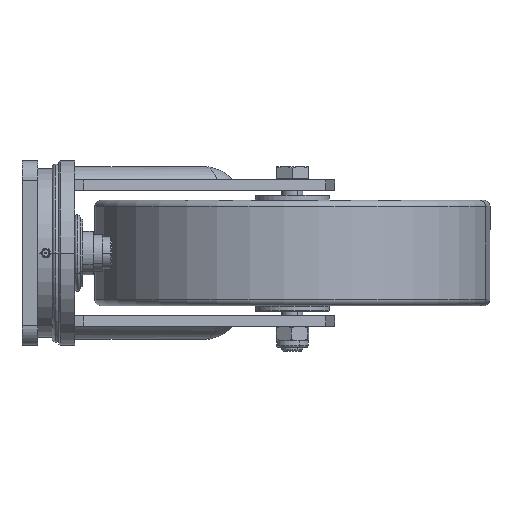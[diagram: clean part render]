
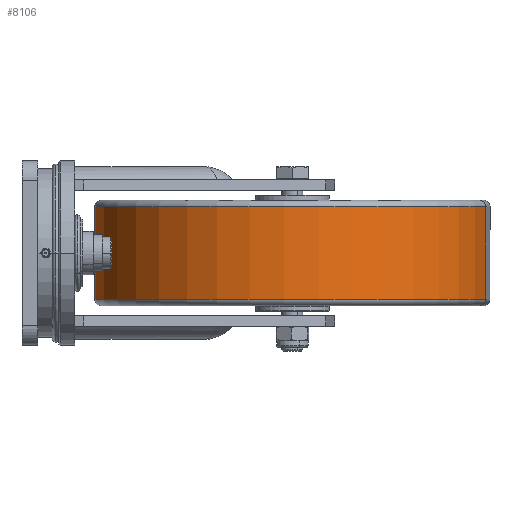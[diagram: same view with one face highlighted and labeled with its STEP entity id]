
A CAD part, left-side view. The second image highlights one B-rep face of the part: STEP entity #8106.
In plain terms, the highlighted cylindrical face has radius 150 mm (diameter 300 mm), a partial arc.
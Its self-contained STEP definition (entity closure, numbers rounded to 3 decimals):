
#1238 = EDGE_LOOP ( 'NONE', ( #35457, #23434, #36325, #32783 ) ) ;
#2783 = CARTESIAN_POINT ( 'NONE',  ( 75., -205., 0. ) ) ;
#3187 = VERTEX_POINT ( 'NONE', #5929 ) ;
#4019 = EDGE_CURVE ( 'NONE', #34980, #35274, #21561, .T. ) ;
#4499 = AXIS2_PLACEMENT_3D ( 'NONE', #17097, #19686, #20050 ) ;
#4756 = VERTEX_POINT ( 'NONE', #36070 ) ;
#5414 = EDGE_CURVE ( 'NONE', #3187, #4756, #12034, .T. ) ;
#5564 = CARTESIAN_POINT ( 'NONE',  ( 107.075, -58.469, -35. ) ) ;
#5929 = CARTESIAN_POINT ( 'NONE',  ( 42.925, -351.531, 35. ) ) ;
#6155 = CARTESIAN_POINT ( 'NONE',  ( 42.925, -351.531, 0. ) ) ;
#7395 = AXIS2_PLACEMENT_3D ( 'NONE', #35761, #21768, #32985 ) ;
#8106 = ADVANCED_FACE ( 'NONE', ( #19723 ), #33529, .T. ) ;
#8874 = LINE ( 'NONE', #6155, #32797 ) ;
#9373 = EDGE_CURVE ( 'NONE', #3187, #35274, #8874, .T. ) ;
#12034 = CIRCLE ( 'NONE', #7395, 150. ) ;
#12878 = DIRECTION ( 'NONE',  ( 0., 0., -1. ) ) ;
#14023 = DIRECTION ( 'NONE',  ( 0., 0., -1. ) ) ;
#16110 = VECTOR ( 'NONE', #12878, 1000. ) ;
#17097 = CARTESIAN_POINT ( 'NONE',  ( 75., -205., -35. ) ) ;
#19686 = DIRECTION ( 'NONE',  ( 0., 0., 1. ) ) ;
#19723 = FACE_OUTER_BOUND ( 'NONE', #1238, .T. ) ;
#20050 = DIRECTION ( 'NONE',  ( -0.214, -0.977, 0. ) ) ;
#21561 = CIRCLE ( 'NONE', #4499, 150. ) ;
#21768 = DIRECTION ( 'NONE',  ( 0., 0., -1. ) ) ;
#23434 = ORIENTED_EDGE ( 'NONE', *, *, #34860, .T. ) ;
#25232 = DIRECTION ( 'NONE',  ( 0., 0., -1. ) ) ;
#29526 = CARTESIAN_POINT ( 'NONE',  ( 107.075, -58.469, 0. ) ) ;
#30949 = AXIS2_PLACEMENT_3D ( 'NONE', #2783, #25232, #31311 ) ;
#31311 = DIRECTION ( 'NONE',  ( -0.214, -0.977, 0. ) ) ;
#32783 = ORIENTED_EDGE ( 'NONE', *, *, #9373, .F. ) ;
#32797 = VECTOR ( 'NONE', #14023, 1000. ) ;
#32985 = DIRECTION ( 'NONE',  ( 0.214, 0.977, 0. ) ) ;
#33529 = CYLINDRICAL_SURFACE ( 'NONE', #30949, 150. ) ;
#34860 = EDGE_CURVE ( 'NONE', #4756, #34980, #35221, .T. ) ;
#34980 = VERTEX_POINT ( 'NONE', #5564 ) ;
#35221 = LINE ( 'NONE', #29526, #16110 ) ;
#35274 = VERTEX_POINT ( 'NONE', #35719 ) ;
#35457 = ORIENTED_EDGE ( 'NONE', *, *, #5414, .T. ) ;
#35719 = CARTESIAN_POINT ( 'NONE',  ( 42.925, -351.531, -35. ) ) ;
#35761 = CARTESIAN_POINT ( 'NONE',  ( 75., -205., 35. ) ) ;
#36070 = CARTESIAN_POINT ( 'NONE',  ( 107.075, -58.469, 35. ) ) ;
#36325 = ORIENTED_EDGE ( 'NONE', *, *, #4019, .T. ) ;
